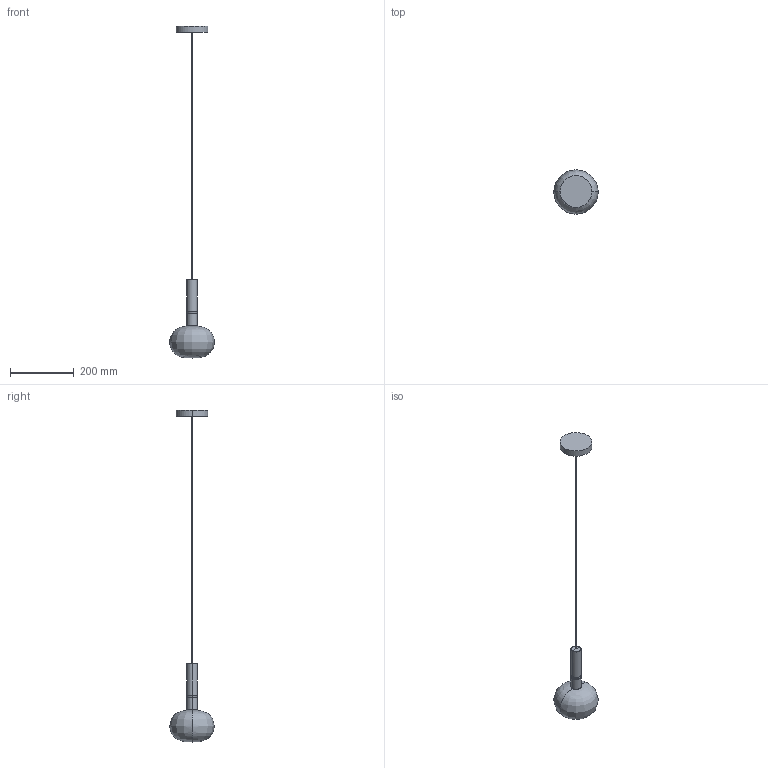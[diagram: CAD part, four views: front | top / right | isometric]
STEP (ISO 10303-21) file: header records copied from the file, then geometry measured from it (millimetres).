
FILE_DESCRIPTION(/* description */ (''),/* implementation_level */ '2;1');
FILE_NAME(/* name */ '1744.223.Kit_Mose',/* time_stamp */ '2022-09-14T14:43:35+02:00',/* author */ (''),/* organization */ (''),/* preprocessor_version */ 'ST-DEVELOPER v16.5',/* originating_system */ '',/* authorisation */ '');
FILE_SCHEMA (('CONFIG_CONTROL_DESIGN'));
Length unit declared in the file: millimetre
Products named in the file (1): Document
Bounding box: 139.92 x 140 x 1040.96 mm (x, y, z)
Volume: 1405288.3 mm3; surface area: 97833.2 mm2
Topology: 4 solids, 6 shells, 31 faces, 60 edges, 34 vertices
Faces by surface type: bspline 12, plane 11, cylinder 8
Entity records: 1189 total; most frequent: CARTESIAN_POINT 708, ORIENTED_EDGE 106, EDGE_CURVE 56, VERTEX_POINT 34, ADVANCED_FACE 31, FACE_OUTER_BOUND 31, EDGE_LOOP 31, DIRECTION 25
